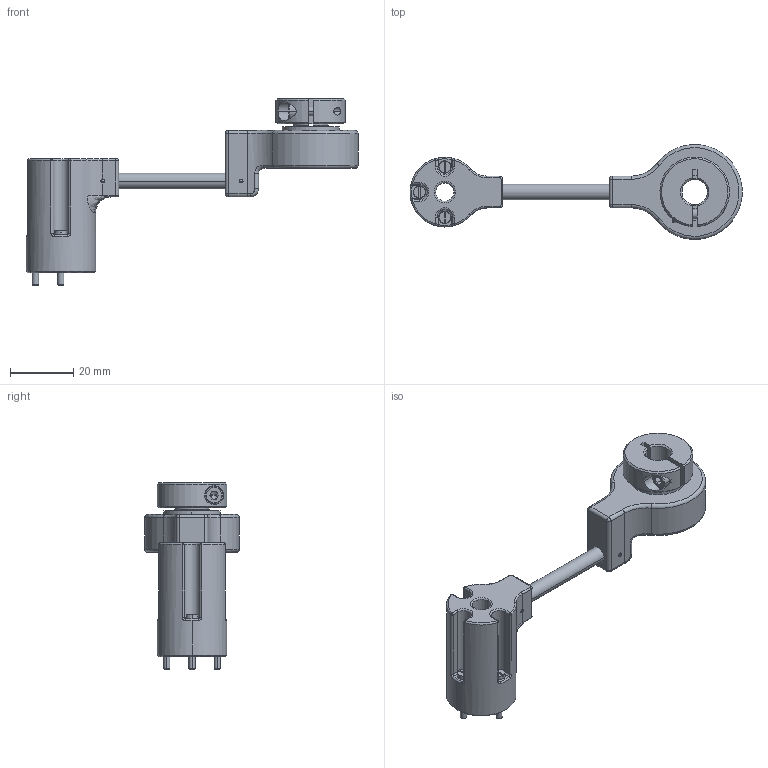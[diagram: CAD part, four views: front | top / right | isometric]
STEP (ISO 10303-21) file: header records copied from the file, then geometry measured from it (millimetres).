
FILE_DESCRIPTION(('FreeCAD Model'),'2;1');
FILE_NAME('Open CASCADE Shape Model','2024-11-29T14:06:38',('Author'),( ''),'Open CASCADE STEP processor 7.6','FreeCAD','Unknown');
FILE_SCHEMA(('AUTOMOTIVE_DESIGN { 1 0 10303 214 1 1 1 1 }'));
Length unit declared in the file: millimetre
Products named in the file (10): LINK4_ASM; MOTOR-OUT_33; BAR4; HALF-R006; FL688ZZ005; MS1_5_016; VIS_C_M2X039; SCBNJ8_11_ASM005; SCBNJ8_11B005; DEI4762_M3X015
Assembly tree (12 placements, depth 3):
  LINK4_ASM
    MOTOR-OUT_33
    BAR4
    HALF-R006
    FL688ZZ005
    MS1_5_016  x2
    VIS_C_M2X039  x3
    SCBNJ8_11_ASM005
      SCBNJ8_11B005
      DEI4762_M3X015
Bounding box: 104.94 x 29.93 x 59.1 mm (x, y, z)
Volume: 24151.2 mm3; surface area: 12767.8 mm2
Topology: 11 solids, 11 shells, 312 faces, 711 edges, 419 vertices
Faces by surface type: cylinder 114, plane 80, torus 48, cone 34, bspline 26, sphere 10
Entity records: 11268 total; most frequent: CARTESIAN_POINT 4643, DIRECTION 1437, ORIENTED_EDGE 1270, EDGE_CURVE 635, AXIS2_PLACEMENT_3D 606, VERTEX_POINT 376, CIRCLE 338, FACE_BOUND 309
